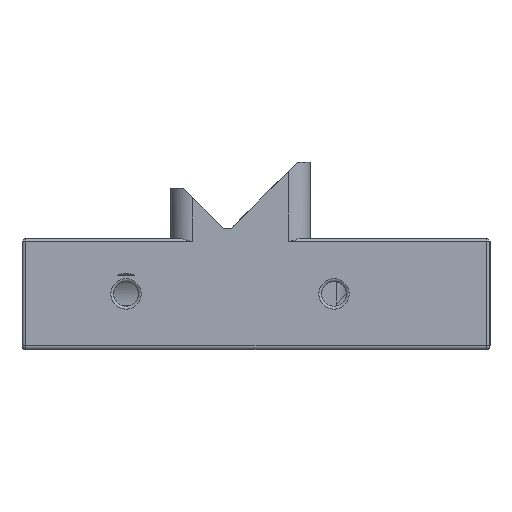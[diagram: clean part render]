
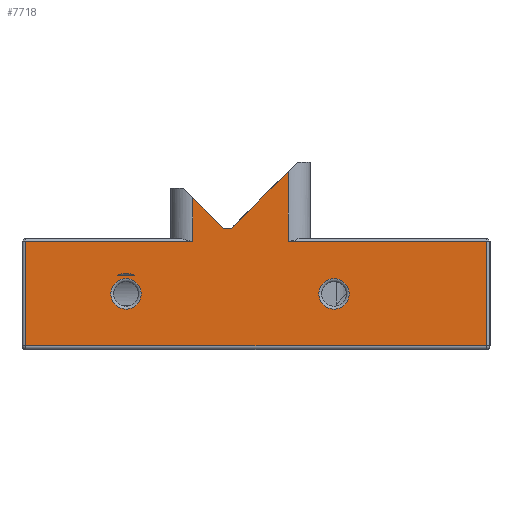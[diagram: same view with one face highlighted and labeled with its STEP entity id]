
A CAD part, left-side view. The second image highlights one B-rep face of the part: STEP entity #7718.
In plain terms, the highlighted planar face has unit normal (-1, 0, 0).
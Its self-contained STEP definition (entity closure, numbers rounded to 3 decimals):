
#60=FACE_BOUND('',#1312,.T.);
#61=FACE_BOUND('',#1313,.T.);
#62=FACE_BOUND('',#1314,.T.);
#499=CIRCLE('',#8336,2.05);
#501=CIRCLE('',#8339,2.05);
#502=CIRCLE('',#8340,2.75);
#829=FACE_OUTER_BOUND('',#1311,.T.);
#1311=EDGE_LOOP('',(#5529,#5530,#5531,#5532,#5533,#5534,#5535,#5536,#5537,
#5538));
#1312=EDGE_LOOP('',(#5539));
#1313=EDGE_LOOP('',(#5540,#5541));
#1314=EDGE_LOOP('',(#5542));
#1753=LINE('',#11512,#2480);
#1755=LINE('',#11526,#2482);
#1772=LINE('',#11633,#2499);
#1786=LINE('',#11709,#2513);
#1789=LINE('',#11718,#2516);
#1808=LINE('',#11796,#2535);
#1809=LINE('',#11799,#2536);
#1903=LINE('',#12198,#2630);
#1904=LINE('',#12200,#2631);
#1905=LINE('',#12201,#2632);
#1906=LINE('',#12206,#2633);
#2480=VECTOR('',#9039,10.);
#2482=VECTOR('',#9053,10.);
#2499=VECTOR('',#9090,10.);
#2513=VECTOR('',#9168,10.);
#2516=VECTOR('',#9181,10.);
#2535=VECTOR('',#9236,10.);
#2536=VECTOR('',#9239,10.);
#2630=VECTOR('',#9547,10.);
#2631=VECTOR('',#9548,10.);
#2632=VECTOR('',#9549,10.);
#2633=VECTOR('',#9552,10.);
#3221=VERTEX_POINT('',#11509);
#3222=VERTEX_POINT('',#11511);
#3227=VERTEX_POINT('',#11523);
#3228=VERTEX_POINT('',#11525);
#3250=VERTEX_POINT('',#11631);
#3270=VERTEX_POINT('',#11707);
#3294=VERTEX_POINT('',#11794);
#3295=VERTEX_POINT('',#11798);
#3480=VERTEX_POINT('',#12192);
#3481=VERTEX_POINT('',#12197);
#3482=VERTEX_POINT('',#12199);
#3483=VERTEX_POINT('',#12202);
#3484=VERTEX_POINT('',#12204);
#3485=VERTEX_POINT('',#12205);
#3944=EDGE_CURVE('',#3221,#3222,#1753,.T.);
#3951=EDGE_CURVE('',#3227,#3228,#1755,.T.);
#3978=EDGE_CURVE('',#3221,#3250,#1772,.T.);
#4013=EDGE_CURVE('',#3250,#3270,#1786,.T.);
#4018=EDGE_CURVE('',#3270,#3228,#1789,.T.);
#4049=EDGE_CURVE('',#3227,#3294,#1808,.T.);
#4050=EDGE_CURVE('',#3295,#3222,#1809,.T.);
#4243=EDGE_CURVE('',#3480,#3480,#499,.T.);
#4245=EDGE_CURVE('',#3294,#3481,#1903,.T.);
#4246=EDGE_CURVE('',#3481,#3482,#1904,.T.);
#4247=EDGE_CURVE('',#3482,#3295,#1905,.T.);
#4248=EDGE_CURVE('',#3483,#3483,#501,.T.);
#4249=EDGE_CURVE('',#3484,#3485,#1906,.T.);
#4250=EDGE_CURVE('',#3484,#3485,#502,.T.);
#5529=ORIENTED_EDGE('',*,*,#4049,.T.);
#5530=ORIENTED_EDGE('',*,*,#4245,.T.);
#5531=ORIENTED_EDGE('',*,*,#4246,.T.);
#5532=ORIENTED_EDGE('',*,*,#4247,.T.);
#5533=ORIENTED_EDGE('',*,*,#4050,.T.);
#5534=ORIENTED_EDGE('',*,*,#3944,.F.);
#5535=ORIENTED_EDGE('',*,*,#3978,.T.);
#5536=ORIENTED_EDGE('',*,*,#4013,.T.);
#5537=ORIENTED_EDGE('',*,*,#4018,.T.);
#5538=ORIENTED_EDGE('',*,*,#3951,.F.);
#5539=ORIENTED_EDGE('',*,*,#4248,.F.);
#5540=ORIENTED_EDGE('',*,*,#4249,.F.);
#5541=ORIENTED_EDGE('',*,*,#4250,.T.);
#5542=ORIENTED_EDGE('',*,*,#4243,.F.);
#7501=PLANE('',#8338);
#7718=ADVANCED_FACE('',(#829,#60,#61,#62),#7501,.F.);
#8336=AXIS2_PLACEMENT_3D('',#12194,#9541,#9542);
#8338=AXIS2_PLACEMENT_3D('',#12196,#9545,#9546);
#8339=AXIS2_PLACEMENT_3D('',#12203,#9550,#9551);
#8340=AXIS2_PLACEMENT_3D('',#12207,#9553,#9554);
#9039=DIRECTION('',(0.,0.,-1.));
#9053=DIRECTION('',(0.,0.,1.));
#9090=DIRECTION('',(0.,0.707,-0.707));
#9168=DIRECTION('',(0.,1.,0.));
#9181=DIRECTION('',(0.,0.707,0.707));
#9236=DIRECTION('',(0.,1.,0.));
#9239=DIRECTION('',(0.,1.,0.));
#9541=DIRECTION('center_axis',(-1.,0.,0.));
#9542=DIRECTION('ref_axis',(0.,0.,-1.));
#9545=DIRECTION('center_axis',(1.,0.,0.));
#9546=DIRECTION('ref_axis',(0.,-1.,0.));
#9547=DIRECTION('',(0.,0.,-1.));
#9548=DIRECTION('',(0.,-1.,0.));
#9549=DIRECTION('',(0.,0.,1.));
#9550=DIRECTION('center_axis',(-1.,0.,0.));
#9551=DIRECTION('ref_axis',(0.,0.,-1.));
#9552=DIRECTION('',(0.,-1.,0.));
#9553=DIRECTION('center_axis',(1.,0.,0.));
#9554=DIRECTION('ref_axis',(0.,0.,1.));
#11509=CARTESIAN_POINT('',(75.,32.171,8.945));
#11511=CARTESIAN_POINT('',(75.,32.171,-0.4));
#11512=CARTESIAN_POINT('',(75.,32.171,0.));
#11523=CARTESIAN_POINT('',(75.,45.,-0.4));
#11525=CARTESIAN_POINT('',(75.,45.,5.43));
#11526=CARTESIAN_POINT('',(75.,45.,0.));
#11631=CARTESIAN_POINT('',(75.,39.778,1.339));
#11633=CARTESIAN_POINT('',(75.,30.888,10.228));
#11707=CARTESIAN_POINT('',(75.,40.909,1.339));
#11709=CARTESIAN_POINT('',(75.,39.778,1.339));
#11718=CARTESIAN_POINT('',(75.,46.283,6.713));
#11794=CARTESIAN_POINT('',(75.,67.5,-0.4));
#11796=CARTESIAN_POINT('',(75.,52.25,-0.4));
#11798=CARTESIAN_POINT('',(75.,5.5,-0.4));
#11799=CARTESIAN_POINT('',(75.,52.25,-0.4));
#12192=CARTESIAN_POINT('',(75.,26.,-9.55));
#12194=CARTESIAN_POINT('Origin',(75.,26.,-7.5));
#12196=CARTESIAN_POINT('Origin',(75.,68.,0.));
#12197=CARTESIAN_POINT('',(75.,67.5,-14.5));
#12198=CARTESIAN_POINT('',(75.,67.5,0.));
#12199=CARTESIAN_POINT('',(75.,5.5,-14.5));
#12200=CARTESIAN_POINT('',(75.,52.25,-14.5));
#12201=CARTESIAN_POINT('',(75.,5.5,0.));
#12202=CARTESIAN_POINT('',(75.,54.,-9.55));
#12203=CARTESIAN_POINT('Origin',(75.,54.,-7.5));
#12204=CARTESIAN_POINT('',(75.,55.146,-5.));
#12205=CARTESIAN_POINT('',(75.,52.854,-5.));
#12206=CARTESIAN_POINT('',(75.,45.912,-5.));
#12207=CARTESIAN_POINT('Origin',(75.,54.,-7.5));
